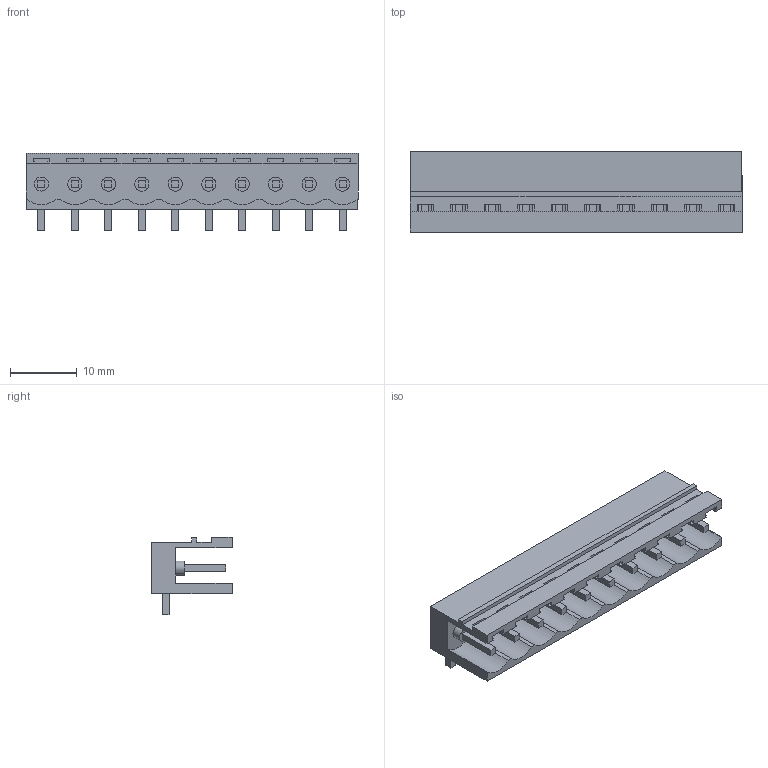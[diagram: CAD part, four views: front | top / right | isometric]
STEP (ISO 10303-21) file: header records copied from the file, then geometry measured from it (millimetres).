
FILE_DESCRIPTION(('CATIA V5 STEP Exchange','CAx-IF Rec.Pracs.--- Model Styling and Organization---1.4--- 2014-01-23'),'2;1');
FILE_NAME ('D1457084_1_1839970000_1839970000.stp','2022-05-17T09:43:16+00:00',('none'),('Weidmueller'),'CATIA Version 5-6 Release 2016 SP3 HF44','CATIA V5 STEP AP214','none');
FILE_SCHEMA(('AUTOMOTIVE_DESIGN { 1 0 10303 214 1 1 1 1 }'));
Length unit declared in the file: millimetre
Products named in the file (1): 1839970000
Bounding box: 49.6 x 12 x 11.63 mm (x, y, z)
Volume: 2280.4 mm3; surface area: 4197.1 mm2
Topology: 11 solids, 11 shells, 279 faces, 816 edges, 539 vertices
Faces by surface type: plane 249, cylinder 30
Entity records: 10080 total; most frequent: CARTESIAN_POINT 2628, ORIENTED_EDGE 1632, DIRECTION 1254, EDGE_CURVE 816, VECTOR 756, LINE 756, VERTEX_POINT 539, EDGE_LOOP 299
